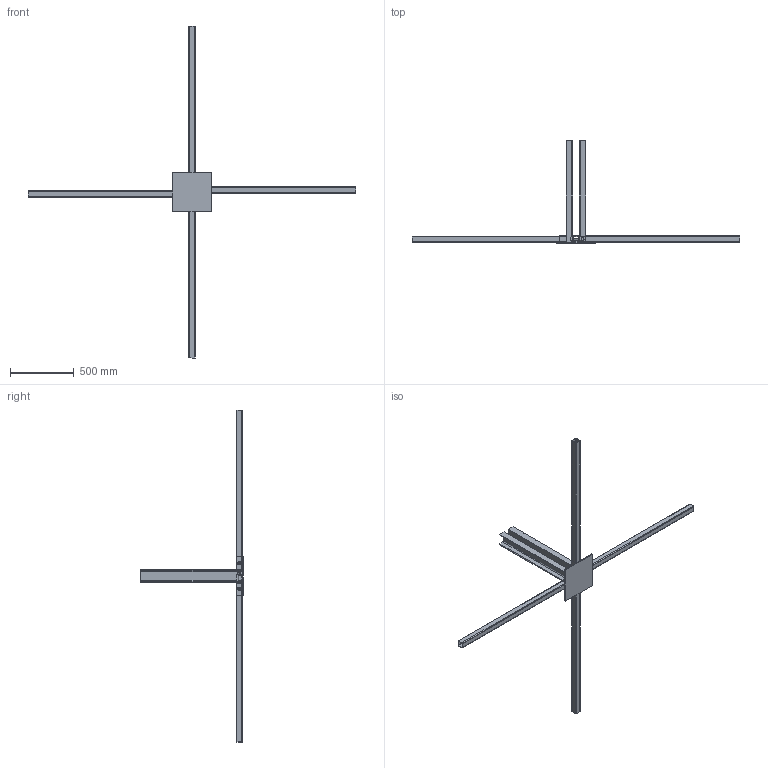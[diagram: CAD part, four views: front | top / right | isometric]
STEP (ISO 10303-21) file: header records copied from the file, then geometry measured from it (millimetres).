
FILE_DESCRIPTION(/* description */ (''),/* implementation_level */ '2;1');
FILE_NAME(/* name */ 'BASE_ASSEMBLY.stp',/* time_stamp */ '2025-04-12T17:19:50+03:00',/* author */ ('User'),/* organization */ (''),/* preprocessor_version */ 'ST-DEVELOPER v19',/* originating_system */ 'Autodesk Inventor 2023',/* authorisation */ '');
FILE_SCHEMA (('AUTOMOTIVE_DESIGN { 1 0 10303 214 3 1 1 }'));
Length unit declared in the file: millimetre
Products named in the file (28): BASE_ASSEMBLY; BASE PLATE; CHANNEL_LEG ASSEMBLY; LEG_ATTACHMENT1; LEG_ATTACHMENT1_1; CHANNEL_LEG ASSEMBLY_1; U_SECTION_50; U_SECTION; Frame 1744276058426; Skeleton 1744276058427; ISO 657_11 CH 100 x 10 1744276061340; LEG_ATTACHMENT1_2; LEG_ATTACHMENT1_3; LEG_ATTACHMENT1_4; LEG_50; Frame 1744274640469; ISO 12633-2 50x50x5 1744274642458; ANSI B18.2.3.5M - M16 x 2 x 80; LEG_50_1; Frame 1744274640469_1; ISO 12633-2 50x50x5 1744274642458_1; LEG_50_2; LEG; Frame 1744274640469_2; Skeleton 1744274640470; ISO 12633-2 50x50x5 1744274642458_2; ANSI B18.2.3.5M - M16 x 2 x 75; ANSI B 18.2.4.1 M - M16 x 2
Assembly tree (39 placements, depth 5):
  BASE_ASSEMBLY
    BASE PLATE
    CHANNEL_LEG ASSEMBLY
      U_SECTION_50
        U_SECTION
        Frame 1744276058426
          Skeleton 1744276058427
          ISO 657_11 CH 100 x 10 1744276061340
      LEG_ATTACHMENT1
      LEG_ATTACHMENT1_1
      LEG_ATTACHMENT1_4
      LEG_50
        LEG
        Frame 1744274640469
          Skeleton 1744274640470
          ISO 12633-2 50x50x5 1744274642458
      ANSI B18.2.3.5M - M16 x 2 x 80
      ANSI B 18.2.4.1 M - M16 x 2
    CHANNEL_LEG ASSEMBLY_1
      U_SECTION_50
        U_SECTION
        Frame 1744276058426
          Skeleton 1744276058427
          ISO 657_11 CH 100 x 10 1744276061340
      LEG_ATTACHMENT1_2
      LEG_ATTACHMENT1_3
      LEG_ATTACHMENT1_4
      LEG_50
        LEG
        Frame 1744274640469
          Skeleton 1744274640470
          ISO 12633-2 50x50x5 1744274642458
      ANSI B18.2.3.5M - M16 x 2 x 80
      ANSI B 18.2.4.1 M - M16 x 2
    LEG_50_1
      LEG
      Frame 1744274640469_1
        Skeleton 1744274640470
        ISO 12633-2 50x50x5 1744274642458_1
    LEG_50_2
      LEG
      Frame 1744274640469_2
        Skeleton 1744274640470
        ISO 12633-2 50x50x5 1744274642458_2
    ANSI B18.2.3.5M - M16 x 2 x 75  x2
    ANSI B 18.2.4.1 M - M16 x 2  x2
Bounding box: 2571.8 x 808 x 2610 mm (x, y, z)
Volume: 7338374.9 mm3; surface area: 2609270.6 mm2
Topology: 21 solids, 21 shells, 322 faces, 758 edges, 488 vertices
Faces by surface type: plane 170, cone 84, cylinder 64, torus 4
Full cylindrical faces by diameter (mm): 13.835 x4, 16 x20
Entity records: 6159 total; most frequent: CARTESIAN_POINT 1028, DIRECTION 977, ORIENTED_EDGE 832, EDGE_CURVE 416, AXIS2_PLACEMENT_3D 366, VERTEX_POINT 269, LINE 245, VECTOR 245
